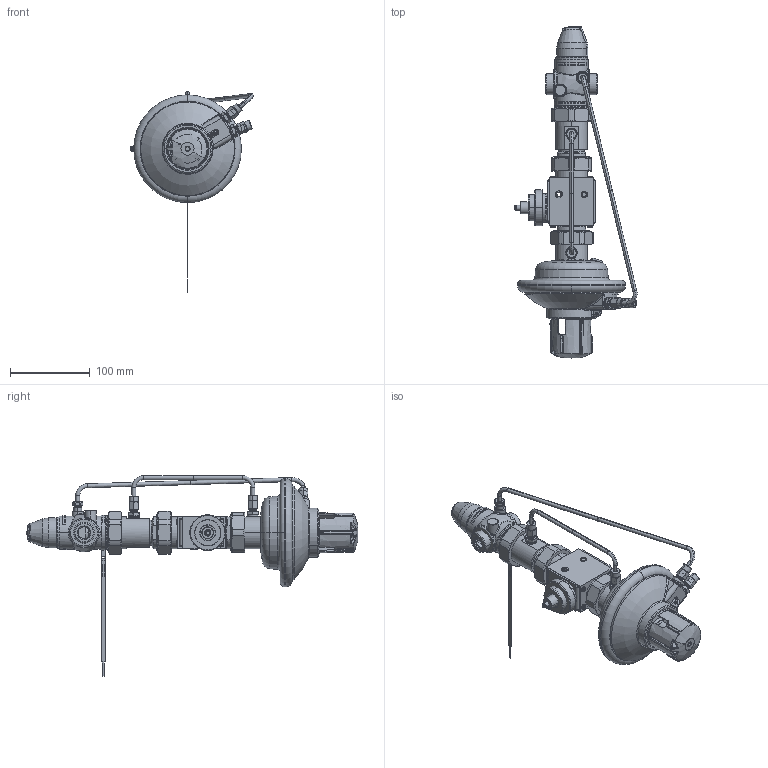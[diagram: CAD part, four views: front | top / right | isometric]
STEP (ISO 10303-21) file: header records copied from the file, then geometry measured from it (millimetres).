
FILE_DESCRIPTION((''),'2;1');
FILE_NAME('003H6807_ASM','2015-03-10T',('u317927'),('Danfoss'),'PRO/ENGINEER BY PARAMETRIC TECHNOLOGY CORPORATION, 2014000','PRO/ENGINEER BY PARAMETRIC TECHNOLOGY CORPORATION, 2014000','');
FILE_SCHEMA(('CONFIG_CONTROL_DESIGN'));
Length unit declared in the file: millimetre
Products named in the file (54): 8883806_INST-1; 8883808; 8890090; 88812010; 88812110_ASM; 8883791_ASM; 8883802; 8883519_ASM; 8883790_ASM; 8881279; 8883901; 8883789_ASM; 8881282; 8881268_ASM; 8881269; 8881270_ASM; 8882870; 8881277; 8881285; 5479057; 8881275_ASM; 8881273; 5479095; 5201739; 5184009; 8883794_ASM; 8883897; 8883793_ASM; 8880011_ASM; 8882944; 8880028; 8882935_ASM; 8882955; 8882950_ASM; 8882954; 54511401_ORING_30_5X1_78; 5454030; 51840130; 5454032; 88810710 ...
Assembly tree (75 placements, depth 4):
  003H6807_ASM
    8883790_ASM
      8883806_INST-1
      8883808
      8890090
      88812010
      88812110_ASM
      8883791_ASM
      8883519_ASM
        8883802
    8883794_ASM
      8883789_ASM
        8881279
        8883901
        8890090
      8881268_ASM
        8881282
      8881269
      8881270_ASM
      8882870  x2
      8881277
      8881275_ASM
        8881285
        5479057  x2
      8881273
      5479095  x2
      5201739  x2
      5184009  x8
    8883793_ASM
      8883897
      8882870
      8890090
    8880011_ASM
    8882935_ASM
      8882944
      8880028
    8882950_ASM
      8882955
    8882954
    54511401_ORING_30_5X1_78
    5454030
    51840130
    5454032  x3
    88810710  x2
    SERTO-2_ASM
      88810710
      SERTO2
      SERTO3
    8882056
    5211513  x4
    8881022
    5191729
    5211524
    8882820
    5191725  x2
    8883503
    8883557
    8883558
Bounding box: 153.18 x 416.14 x 251.6 mm (x, y, z)
Volume: 515404.6 mm3; surface area: 327428.2 mm2
Topology: 61 solids, 109 shells, 3438 faces, 8378 edges, 5205 vertices
Faces by surface type: plane 1266, cylinder 1002, cone 565, torus 339, bspline 243, sphere 23
Entity records: 96275 total; most frequent: CARTESIAN_POINT 33339, ORIENTED_EDGE 13112, DIRECTION 12763, EDGE_CURVE 6628, AXIS2_PLACEMENT_3D 5263, VERTEX_POINT 4124, EDGE_LOOP 2962, FACE_OUTER_BOUND 2704
